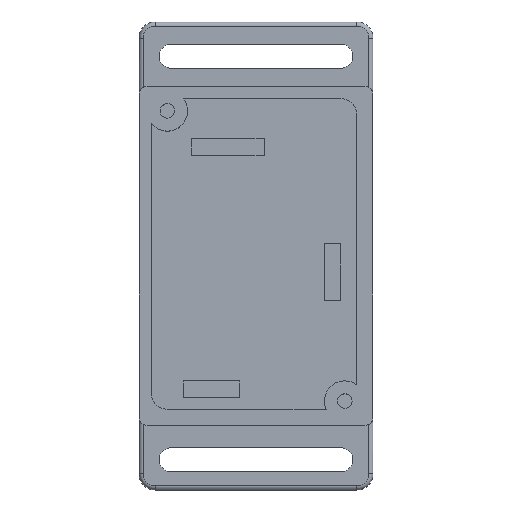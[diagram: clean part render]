
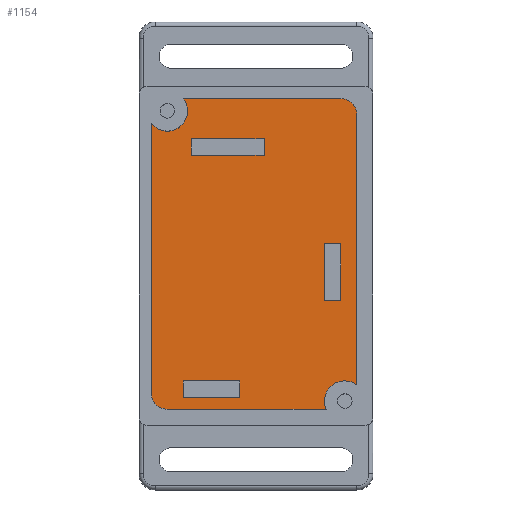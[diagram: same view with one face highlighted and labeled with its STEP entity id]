
A CAD part, top view. The second image highlights one B-rep face of the part: STEP entity #1154.
In plain terms, the highlighted planar face has unit normal (0, 0, 1).
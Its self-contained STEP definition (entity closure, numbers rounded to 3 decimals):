
#24=FACE_BOUND('',#404,.T.);
#25=FACE_BOUND('',#405,.T.);
#26=FACE_BOUND('',#406,.T.);
#37=LINE('',#1658,#146);
#42=LINE('',#1673,#151);
#45=LINE('',#1680,#154);
#49=LINE('',#1688,#158);
#52=LINE('',#1694,#161);
#55=LINE('',#1699,#164);
#57=LINE('',#1705,#166);
#61=LINE('',#1713,#170);
#64=LINE('',#1719,#173);
#67=LINE('',#1724,#176);
#69=LINE('',#1730,#178);
#73=LINE('',#1738,#182);
#76=LINE('',#1744,#185);
#79=LINE('',#1749,#188);
#137=LINE('',#1988,#246);
#138=LINE('',#1991,#247);
#146=VECTOR('',#1319,10.);
#151=VECTOR('',#1332,10.);
#154=VECTOR('',#1337,10.);
#158=VECTOR('',#1343,10.);
#161=VECTOR('',#1348,10.);
#164=VECTOR('',#1353,10.);
#166=VECTOR('',#1359,10.);
#170=VECTOR('',#1365,10.);
#173=VECTOR('',#1370,10.);
#176=VECTOR('',#1375,10.);
#178=VECTOR('',#1381,10.);
#182=VECTOR('',#1387,10.);
#185=VECTOR('',#1392,10.);
#188=VECTOR('',#1397,10.);
#246=VECTOR('',#1609,10.);
#247=VECTOR('',#1612,10.);
#333=FACE_OUTER_BOUND('',#403,.T.);
#403=EDGE_LOOP('',(#1001,#1002,#1003,#1004,#1005,#1006,#1007,#1008));
#404=EDGE_LOOP('',(#1009,#1010,#1011,#1012));
#405=EDGE_LOOP('',(#1013,#1014,#1015,#1016));
#406=EDGE_LOOP('',(#1017,#1018,#1019,#1020));
#420=CIRCLE('',#1184,2.);
#422=CIRCLE('',#1188,2.);
#464=CIRCLE('',#1282,2.513);
#465=CIRCLE('',#1283,2.509);
#471=VERTEX_POINT('',#1648);
#472=VERTEX_POINT('',#1649);
#475=VERTEX_POINT('',#1657);
#477=VERTEX_POINT('',#1663);
#478=VERTEX_POINT('',#1664);
#481=VERTEX_POINT('',#1672);
#483=VERTEX_POINT('',#1678);
#484=VERTEX_POINT('',#1679);
#487=VERTEX_POINT('',#1687);
#489=VERTEX_POINT('',#1693);
#491=VERTEX_POINT('',#1703);
#492=VERTEX_POINT('',#1704);
#495=VERTEX_POINT('',#1712);
#497=VERTEX_POINT('',#1718);
#499=VERTEX_POINT('',#1728);
#500=VERTEX_POINT('',#1729);
#503=VERTEX_POINT('',#1737);
#505=VERTEX_POINT('',#1743);
#570=VERTEX_POINT('',#1987);
#571=VERTEX_POINT('',#1990);
#578=EDGE_CURVE('',#471,#472,#420,.T.);
#582=EDGE_CURVE('',#475,#471,#37,.T.);
#585=EDGE_CURVE('',#477,#478,#422,.T.);
#589=EDGE_CURVE('',#481,#477,#42,.T.);
#592=EDGE_CURVE('',#483,#484,#45,.T.);
#596=EDGE_CURVE('',#484,#487,#49,.T.);
#599=EDGE_CURVE('',#487,#489,#52,.T.);
#602=EDGE_CURVE('',#489,#483,#55,.T.);
#604=EDGE_CURVE('',#491,#492,#57,.T.);
#608=EDGE_CURVE('',#492,#495,#61,.T.);
#611=EDGE_CURVE('',#495,#497,#64,.T.);
#614=EDGE_CURVE('',#497,#491,#67,.T.);
#616=EDGE_CURVE('',#499,#500,#69,.T.);
#620=EDGE_CURVE('',#500,#503,#73,.T.);
#623=EDGE_CURVE('',#503,#505,#76,.T.);
#626=EDGE_CURVE('',#505,#499,#79,.T.);
#728=EDGE_CURVE('',#472,#570,#137,.T.);
#729=EDGE_CURVE('',#570,#481,#464,.T.);
#730=EDGE_CURVE('',#478,#571,#138,.T.);
#731=EDGE_CURVE('',#571,#475,#465,.T.);
#1001=ORIENTED_EDGE('',*,*,#578,.T.);
#1002=ORIENTED_EDGE('',*,*,#728,.T.);
#1003=ORIENTED_EDGE('',*,*,#729,.T.);
#1004=ORIENTED_EDGE('',*,*,#589,.T.);
#1005=ORIENTED_EDGE('',*,*,#585,.T.);
#1006=ORIENTED_EDGE('',*,*,#730,.T.);
#1007=ORIENTED_EDGE('',*,*,#731,.T.);
#1008=ORIENTED_EDGE('',*,*,#582,.T.);
#1009=ORIENTED_EDGE('',*,*,#592,.T.);
#1010=ORIENTED_EDGE('',*,*,#596,.T.);
#1011=ORIENTED_EDGE('',*,*,#599,.T.);
#1012=ORIENTED_EDGE('',*,*,#602,.T.);
#1013=ORIENTED_EDGE('',*,*,#604,.T.);
#1014=ORIENTED_EDGE('',*,*,#608,.T.);
#1015=ORIENTED_EDGE('',*,*,#611,.T.);
#1016=ORIENTED_EDGE('',*,*,#614,.T.);
#1017=ORIENTED_EDGE('',*,*,#616,.T.);
#1018=ORIENTED_EDGE('',*,*,#620,.T.);
#1019=ORIENTED_EDGE('',*,*,#623,.T.);
#1020=ORIENTED_EDGE('',*,*,#626,.T.);
#1093=PLANE('',#1281);
#1154=ADVANCED_FACE('',(#333,#24,#25,#26),#1093,.F.);
#1184=AXIS2_PLACEMENT_3D('',#1650,#1311,#1312);
#1188=AXIS2_PLACEMENT_3D('',#1665,#1324,#1325);
#1281=AXIS2_PLACEMENT_3D('',#1986,#1607,#1608);
#1282=AXIS2_PLACEMENT_3D('',#1989,#1610,#1611);
#1283=AXIS2_PLACEMENT_3D('',#1992,#1613,#1614);
#1311=DIRECTION('center_axis',(0.,0.,1.));
#1312=DIRECTION('ref_axis',(0.707,0.707,0.));
#1319=DIRECTION('',(0.,1.,0.));
#1324=DIRECTION('center_axis',(0.,0.,1.));
#1325=DIRECTION('ref_axis',(-0.707,-0.707,0.));
#1332=DIRECTION('',(0.,-1.,0.));
#1337=DIRECTION('',(0.,1.,0.));
#1343=DIRECTION('',(1.,0.,0.));
#1348=DIRECTION('',(0.,-1.,0.));
#1353=DIRECTION('',(-1.,0.,0.));
#1359=DIRECTION('',(0.,1.,0.));
#1365=DIRECTION('',(1.,0.,0.));
#1370=DIRECTION('',(0.,-1.,0.));
#1375=DIRECTION('',(-1.,0.,0.));
#1381=DIRECTION('',(0.,1.,0.));
#1387=DIRECTION('',(1.,0.,0.));
#1392=DIRECTION('',(0.,-1.,0.));
#1397=DIRECTION('',(-1.,0.,0.));
#1607=DIRECTION('center_axis',(0.,0.,-1.));
#1608=DIRECTION('ref_axis',(1.,0.,0.));
#1609=DIRECTION('',(-1.,0.,0.));
#1610=DIRECTION('center_axis',(0.,0.,-1.));
#1611=DIRECTION('ref_axis',(-0.796,-0.606,0.));
#1612=DIRECTION('',(1.,0.,0.));
#1613=DIRECTION('center_axis',(0.,0.,-1.));
#1614=DIRECTION('ref_axis',(0.601,0.8,0.));
#1648=CARTESIAN_POINT('',(55.5,-26.5,-5.));
#1649=CARTESIAN_POINT('',(53.5,-24.5,-5.));
#1650=CARTESIAN_POINT('Origin',(53.5,-26.5,-5.));
#1657=CARTESIAN_POINT('',(55.507,-59.991,-5.));
#1658=CARTESIAN_POINT('',(55.507,-59.991,-5.));
#1663=CARTESIAN_POINT('',(30.,-61.,-5.));
#1664=CARTESIAN_POINT('',(32.,-63.,-5.));
#1665=CARTESIAN_POINT('Origin',(32.,-61.,-5.));
#1672=CARTESIAN_POINT('',(30.,-27.544,-5.));
#1673=CARTESIAN_POINT('',(30.,-27.544,-5.));
#1678=CARTESIAN_POINT('',(34.,-61.5,-5.));
#1679=CARTESIAN_POINT('',(34.,-59.5,-5.));
#1680=CARTESIAN_POINT('',(34.,-51.75,-5.));
#1687=CARTESIAN_POINT('',(41.,-59.5,-5.));
#1688=CARTESIAN_POINT('',(42.,-59.5,-5.));
#1693=CARTESIAN_POINT('',(41.,-61.5,-5.));
#1694=CARTESIAN_POINT('',(41.,-52.75,-5.));
#1699=CARTESIAN_POINT('',(38.5,-61.5,-5.));
#1703=CARTESIAN_POINT('',(51.5,-49.5,-5.));
#1704=CARTESIAN_POINT('',(51.5,-42.5,-5.));
#1705=CARTESIAN_POINT('',(51.5,-43.25,-5.));
#1712=CARTESIAN_POINT('',(53.5,-42.5,-5.));
#1713=CARTESIAN_POINT('',(48.25,-42.5,-5.));
#1718=CARTESIAN_POINT('',(53.5,-49.5,-5.));
#1719=CARTESIAN_POINT('',(53.5,-46.75,-5.));
#1724=CARTESIAN_POINT('',(47.25,-49.5,-5.));
#1728=CARTESIAN_POINT('',(35.,-31.5,-5.));
#1729=CARTESIAN_POINT('',(35.,-29.5,-5.));
#1730=CARTESIAN_POINT('',(35.,-36.75,-5.));
#1737=CARTESIAN_POINT('',(44.,-29.5,-5.));
#1738=CARTESIAN_POINT('',(43.5,-29.5,-5.));
#1743=CARTESIAN_POINT('',(44.,-31.5,-5.));
#1744=CARTESIAN_POINT('',(44.,-37.75,-5.));
#1749=CARTESIAN_POINT('',(39.,-31.5,-5.));
#1986=CARTESIAN_POINT('Origin',(43.,-44.,-5.));
#1987=CARTESIAN_POINT('',(34.,-24.5,-5.));
#1988=CARTESIAN_POINT('',(34.,-24.5,-5.));
#1989=CARTESIAN_POINT('Origin',(32.,-26.022,-5.));
#1990=CARTESIAN_POINT('',(51.7,-63.,-5.));
#1991=CARTESIAN_POINT('',(31.7,-63.,-5.));
#1992=CARTESIAN_POINT('Origin',(54.,-61.997,-5.));
